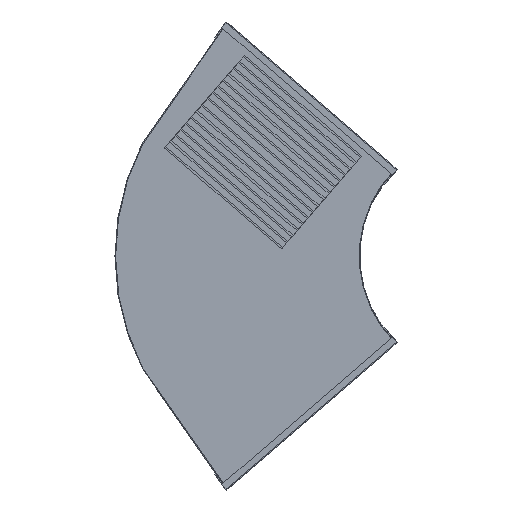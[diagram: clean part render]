
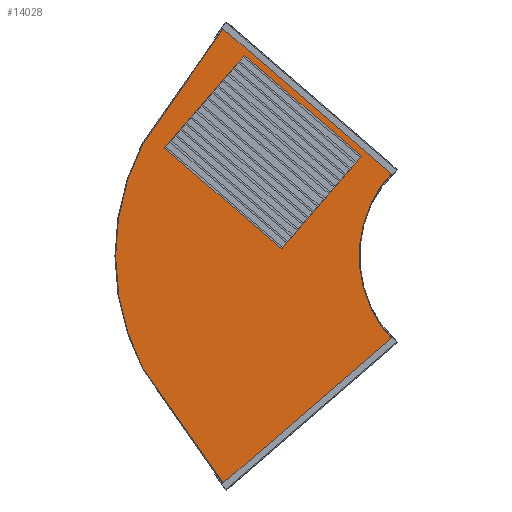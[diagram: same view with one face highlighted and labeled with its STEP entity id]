
A CAD part, front view. The second image highlights one B-rep face of the part: STEP entity #14028.
In plain terms, the highlighted planar face has unit normal (0, -1, 0).
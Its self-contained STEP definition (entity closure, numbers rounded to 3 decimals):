
#556=FACE_OUTER_BOUND('',#1311,.T.);
#1311=EDGE_LOOP('',(#9837,#9838,#9839,#9840,#9841,#9842));
#2161=LINE('',#20381,#3907);
#2188=LINE('',#20646,#3934);
#2190=LINE('',#20666,#3936);
#2191=LINE('',#20668,#3937);
#3907=VECTOR('',#16360,10.);
#3934=VECTOR('',#16399,10.);
#3936=VECTOR('',#16405,10.);
#3937=VECTOR('',#16406,10.);
#5509=CIRCLE('',#14909,100.5);
#5510=CIRCLE('',#14910,199.5);
#5855=VERTEX_POINT('',#20369);
#5856=VERTEX_POINT('',#20380);
#5888=VERTEX_POINT('',#20645);
#5890=VERTEX_POINT('',#20663);
#5891=VERTEX_POINT('',#20665);
#5892=VERTEX_POINT('',#20667);
#7371=EDGE_CURVE('',#5856,#5855,#2161,.T.);
#7410=EDGE_CURVE('',#5888,#5856,#2188,.T.);
#7413=EDGE_CURVE('',#5890,#5855,#5509,.T.);
#7414=EDGE_CURVE('',#5890,#5891,#2190,.T.);
#7415=EDGE_CURVE('',#5892,#5891,#2191,.T.);
#7416=EDGE_CURVE('',#5888,#5892,#5510,.T.);
#9837=ORIENTED_EDGE('',*,*,#7371,.T.);
#9838=ORIENTED_EDGE('',*,*,#7413,.F.);
#9839=ORIENTED_EDGE('',*,*,#7414,.T.);
#9840=ORIENTED_EDGE('',*,*,#7415,.F.);
#9841=ORIENTED_EDGE('',*,*,#7416,.F.);
#9842=ORIENTED_EDGE('',*,*,#7410,.T.);
#13410=PLANE('',#14908);
#14028=ADVANCED_FACE('',(#556),#13410,.T.);
#14908=AXIS2_PLACEMENT_3D('',#20662,#16401,#16402);
#14909=AXIS2_PLACEMENT_3D('',#20664,#16403,#16404);
#14910=AXIS2_PLACEMENT_3D('',#20669,#16407,#16408);
#16360=DIRECTION('',(0.755,0.,0.656));
#16399=DIRECTION('',(0.574,0.,-0.819));
#16401=DIRECTION('center_axis',(0.,-1.,0.));
#16402=DIRECTION('ref_axis',(0.,0.,-1.));
#16403=DIRECTION('center_axis',(0.,-1.,0.));
#16404=DIRECTION('ref_axis',(-1.,0.,0.));
#16405=DIRECTION('',(-0.757,0.,0.653));
#16406=DIRECTION('',(0.574,0.,0.819));
#16407=DIRECTION('center_axis',(0.,1.,0.));
#16408=DIRECTION('ref_axis',(-1.,0.,0.));
#20369=CARTESIAN_POINT('',(228.911,0.,-71.039));
#20380=CARTESIAN_POINT('',(91.715,0.,-190.132));
#20381=CARTESIAN_POINT('',(174.77,0.,-118.036));
#20645=CARTESIAN_POINT('',(22.916,0.,-91.877));
#20646=CARTESIAN_POINT('',(22.916,0.,-91.877));
#20662=CARTESIAN_POINT('Origin',(100.,0.,0.));
#20663=CARTESIAN_POINT('',(228.91,0.,71.038));
#20664=CARTESIAN_POINT('Origin',(300.,0.,0.));
#20665=CARTESIAN_POINT('',(91.448,0.,189.615));
#20666=CARTESIAN_POINT('',(175.414,0.,117.185));
#20667=CARTESIAN_POINT('',(22.648,0.,91.359));
#20668=CARTESIAN_POINT('',(22.648,0.,91.359));
#20669=CARTESIAN_POINT('Origin',(200.,0.,0.));
